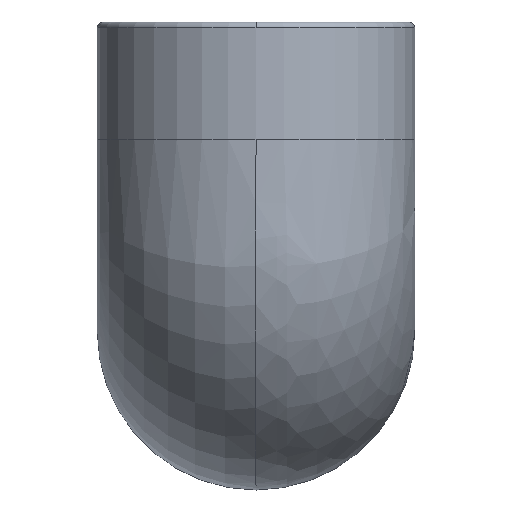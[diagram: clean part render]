
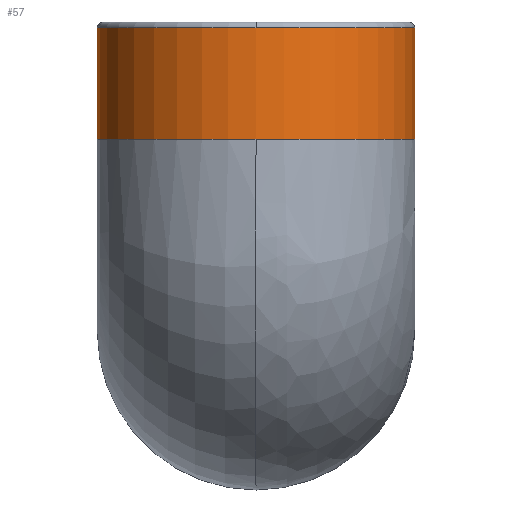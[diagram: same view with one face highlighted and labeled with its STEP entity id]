
A CAD part, top view. The second image highlights one B-rep face of the part: STEP entity #57.
In plain terms, the highlighted cylindrical face has radius 13.9 mm (diameter 27.8 mm), a partial arc.
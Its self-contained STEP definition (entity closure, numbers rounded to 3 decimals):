
#57=ADVANCED_FACE('',(#124),#125,.T.);
#124=FACE_OUTER_BOUND('',#584,.T.);
#125=CYLINDRICAL_SURFACE('',#585,13.9);
#584=EDGE_LOOP('',(#1058,#1059,#1060,#1061,#1062,#1063));
#585=AXIS2_PLACEMENT_3D('',#1064,#1065,#1066);
#1058=ORIENTED_EDGE('',*,*,#1225,.F.);
#1059=ORIENTED_EDGE('',*,*,#1226,.T.);
#1060=ORIENTED_EDGE('',*,*,#1200,.T.);
#1061=ORIENTED_EDGE('',*,*,#1227,.F.);
#1062=ORIENTED_EDGE('',*,*,#1228,.F.);
#1063=ORIENTED_EDGE('',*,*,#1229,.F.);
#1064=CARTESIAN_POINT('',(0.,27.0,27.0));
#1065=DIRECTION('',(0.,-1.0,0.));
#1066=DIRECTION('',(-1.0,0.,0.));
#1200=EDGE_CURVE('',#1278,#1276,#1279,.T.);
#1225=EDGE_CURVE('',#1321,#1322,#1323,.T.);
#1226=EDGE_CURVE('',#1321,#1278,#1324,.T.);
#1227=EDGE_CURVE('',#1325,#1276,#1326,.T.);
#1228=EDGE_CURVE('',#1327,#1325,#1328,.T.);
#1229=EDGE_CURVE('',#1322,#1327,#1329,.T.);
#1276=VERTEX_POINT('',#1394);
#1278=VERTEX_POINT('',#1396);
#1279=CIRCLE('',#1397,13.9);
#1321=VERTEX_POINT('',#1507);
#1322=VERTEX_POINT('',#1508);
#1323=LINE('',#1509,#1510);
#1324=CIRCLE('',#1511,13.9);
#1325=VERTEX_POINT('',#1512);
#1326=LINE('',#1513,#1514);
#1327=VERTEX_POINT('',#1515);
#1328=CIRCLE('',#1516,13.9);
#1329=CIRCLE('',#1517,13.9);
#1394=CARTESIAN_POINT('',(13.9,16.75,27.0));
#1396=CARTESIAN_POINT('',(0.,16.75,40.9));
#1397=AXIS2_PLACEMENT_3D('',#1620,#1621,#1622);
#1507=CARTESIAN_POINT('',(-13.9,16.75,27.));
#1508=CARTESIAN_POINT('',(-13.9,26.5,27.0));
#1509=CARTESIAN_POINT('',(-13.9,21.625,27.0));
#1510=VECTOR('',#1653,1.0);
#1511=AXIS2_PLACEMENT_3D('',#1654,#1655,#1656);
#1512=CARTESIAN_POINT('',(13.9,26.5,27.0));
#1513=CARTESIAN_POINT('',(13.9,21.625,27.0));
#1514=VECTOR('',#1657,1.0);
#1515=CARTESIAN_POINT('',(0.,26.5,40.9));
#1516=AXIS2_PLACEMENT_3D('',#1658,#1659,#1660);
#1517=AXIS2_PLACEMENT_3D('',#1661,#1662,#1663);
#1620=CARTESIAN_POINT('',(0.,16.75,27.0));
#1621=DIRECTION('',(0.,1.0,0.));
#1622=DIRECTION('',(-1.0,0.,0.));
#1653=DIRECTION('',(0.,1.0,0.));
#1654=CARTESIAN_POINT('',(0.,16.75,27.0));
#1655=DIRECTION('',(0.,1.0,0.));
#1656=DIRECTION('',(-1.0,0.,0.));
#1657=DIRECTION('',(0.,-1.0,0.));
#1658=CARTESIAN_POINT('',(0.,26.5,27.0));
#1659=DIRECTION('',(0.,1.0,0.));
#1660=DIRECTION('',(-1.0,0.,0.));
#1661=CARTESIAN_POINT('',(0.,26.5,27.0));
#1662=DIRECTION('',(0.,1.0,0.));
#1663=DIRECTION('',(-1.0,0.,0.));
